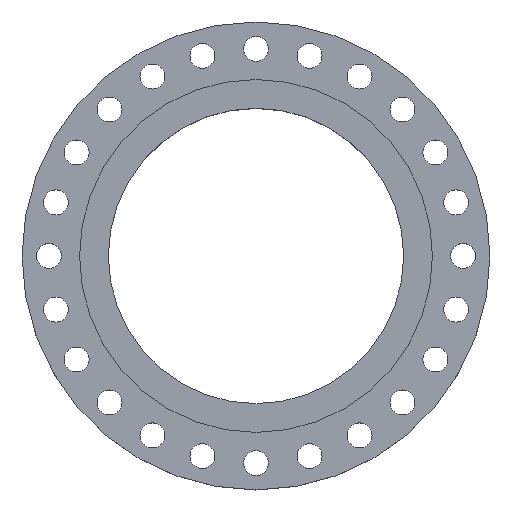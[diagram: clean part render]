
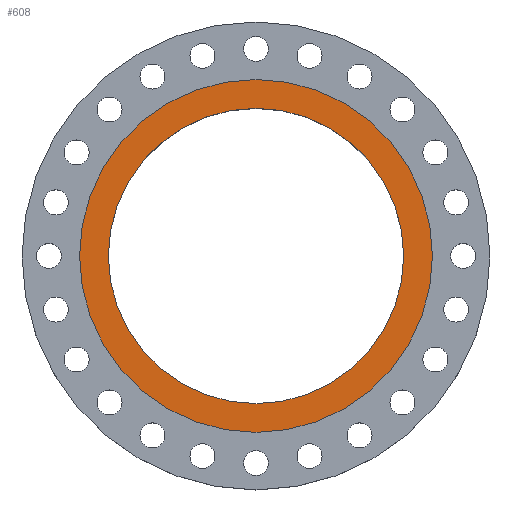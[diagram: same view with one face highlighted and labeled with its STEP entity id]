
A CAD part, top view. The second image highlights one B-rep face of the part: STEP entity #608.
In plain terms, the highlighted planar face has unit normal (0, 0, 1).
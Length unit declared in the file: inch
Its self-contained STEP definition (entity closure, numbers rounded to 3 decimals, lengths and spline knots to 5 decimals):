
#51 = DIRECTION ( 'NONE',  ( 1., 0., 0. ) ) ;
#83 = ORIENTED_EDGE ( 'NONE', *, *, #1663, .F. ) ;
#93 = VERTEX_POINT ( 'NONE', #381 ) ;
#102 = EDGE_LOOP ( 'NONE', ( #1703, #2188 ) ) ;
#134 = VERTEX_POINT ( 'NONE', #1442 ) ;
#137 = AXIS2_PLACEMENT_3D ( 'NONE', #1132, #2187, #411 ) ;
#140 = AXIS2_PLACEMENT_3D ( 'NONE', #1871, #1653, #51 ) ;
#153 = FACE_OUTER_BOUND ( 'NONE', #102, .T. ) ;
#170 = CARTESIAN_POINT ( 'NONE',  ( 0., 0., 0. ) ) ;
#174 = CIRCLE ( 'NONE', #929, 11.5 ) ;
#296 = DIRECTION ( 'NONE',  ( 1., 0., 0. ) ) ;
#381 = CARTESIAN_POINT ( 'NONE',  ( 9.625, 0., 0. ) ) ;
#411 = DIRECTION ( 'NONE',  ( 1., 0., 0. ) ) ;
#412 = VERTEX_POINT ( 'NONE', #1067 ) ;
#527 = CARTESIAN_POINT ( 'NONE',  ( 0., 9.625, 0. ) ) ;
#608 = ADVANCED_FACE ( 'NONE', ( #665, #153 ), #1593, .F. ) ;
#665 = FACE_BOUND ( 'NONE', #1009, .T. ) ;
#670 = CIRCLE ( 'NONE', #140, 11.5 ) ;
#780 = AXIS2_PLACEMENT_3D ( 'NONE', #527, #1788, #1392 ) ;
#781 = AXIS2_PLACEMENT_3D ( 'NONE', #1731, #1745, #296 ) ;
#895 = DIRECTION ( 'NONE',  ( 0., 0., 1. ) ) ;
#929 = AXIS2_PLACEMENT_3D ( 'NONE', #170, #895, #1270 ) ;
#975 = CIRCLE ( 'NONE', #781, 9.625 ) ;
#1009 = EDGE_LOOP ( 'NONE', ( #1787, #83 ) ) ;
#1067 = CARTESIAN_POINT ( 'NONE',  ( -11.5, 0., 0. ) ) ;
#1100 = CARTESIAN_POINT ( 'NONE',  ( -9.625, 0., 0. ) ) ;
#1132 = CARTESIAN_POINT ( 'NONE',  ( 0., 0., 0. ) ) ;
#1163 = VERTEX_POINT ( 'NONE', #1100 ) ;
#1270 = DIRECTION ( 'NONE',  ( 1., 0., 0. ) ) ;
#1392 = DIRECTION ( 'NONE',  ( -1., 0., 0. ) ) ;
#1442 = CARTESIAN_POINT ( 'NONE',  ( 11.5, 0., 0. ) ) ;
#1523 = EDGE_CURVE ( 'NONE', #134, #412, #174, .T. ) ;
#1593 = PLANE ( 'NONE',  #780 ) ;
#1653 = DIRECTION ( 'NONE',  ( 0., 0., 1. ) ) ;
#1663 = EDGE_CURVE ( 'NONE', #1163, #93, #2175, .T. ) ;
#1703 = ORIENTED_EDGE ( 'NONE', *, *, #1523, .T. ) ;
#1731 = CARTESIAN_POINT ( 'NONE',  ( 0., 0., 0. ) ) ;
#1745 = DIRECTION ( 'NONE',  ( 0., 0., 1. ) ) ;
#1774 = EDGE_CURVE ( 'NONE', #93, #1163, #975, .T. ) ;
#1787 = ORIENTED_EDGE ( 'NONE', *, *, #1774, .F. ) ;
#1788 = DIRECTION ( 'NONE',  ( 0., 0., -1. ) ) ;
#1871 = CARTESIAN_POINT ( 'NONE',  ( 0., 0., 0. ) ) ;
#1982 = EDGE_CURVE ( 'NONE', #412, #134, #670, .T. ) ;
#2175 = CIRCLE ( 'NONE', #137, 9.625 ) ;
#2187 = DIRECTION ( 'NONE',  ( 0., 0., 1. ) ) ;
#2188 = ORIENTED_EDGE ( 'NONE', *, *, #1982, .T. ) ;
